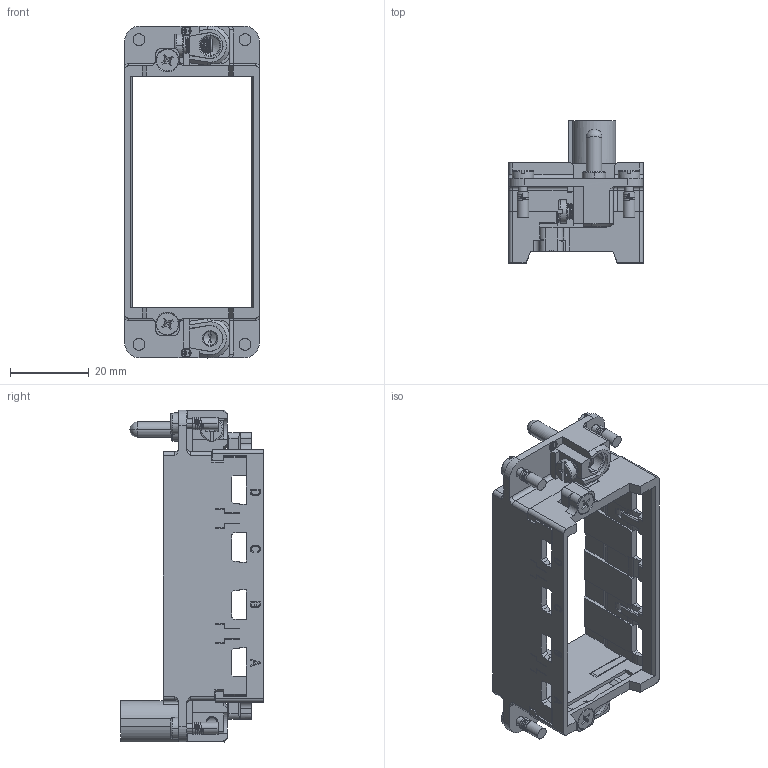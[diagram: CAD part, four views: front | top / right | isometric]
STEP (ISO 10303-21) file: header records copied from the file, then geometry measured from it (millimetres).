
FILE_DESCRIPTION((''),'2;1');
FILE_NAME('3D_1290160001003_HF16B-NUA3_V1_','2019-01-14T',('zl.chen'),(''),'PRO/ENGINEER BY PARAMETRIC TECHNOLOGY CORPORATION, 2013430','PRO/ENGINEER BY PARAMETRIC TECHNOLOGY CORPORATION, 2013430','');
FILE_SCHEMA(('CONFIG_CONTROL_DESIGN','SHAPE_APPEARANCE_LAYERS_GROUPS'));
Products named in the file (1): 3D_1290160001003_HF16B-NUA3_V1_
Bounding box: 34.3 x 36.35 x 84.5 mm (x, y, z)
Volume: 13106.8 mm3; surface area: 16957.5 mm2
Topology: 1 solids, 1 shells, 1330 faces, 4055 edges, 2726 vertices
Faces by surface type: plane 797, cylinder 306, extrusion 80, cone 66, torus 40, bspline 37, sphere 4
Entity records: 55063 total; most frequent: CARTESIAN_POINT 19537, ORIENTED_EDGE 8090, DIRECTION 6415, EDGE_CURVE 4045, VERTEX_POINT 2726, VECTOR 2709, LINE 2629, AXIS2_PLACEMENT_3D 1853
